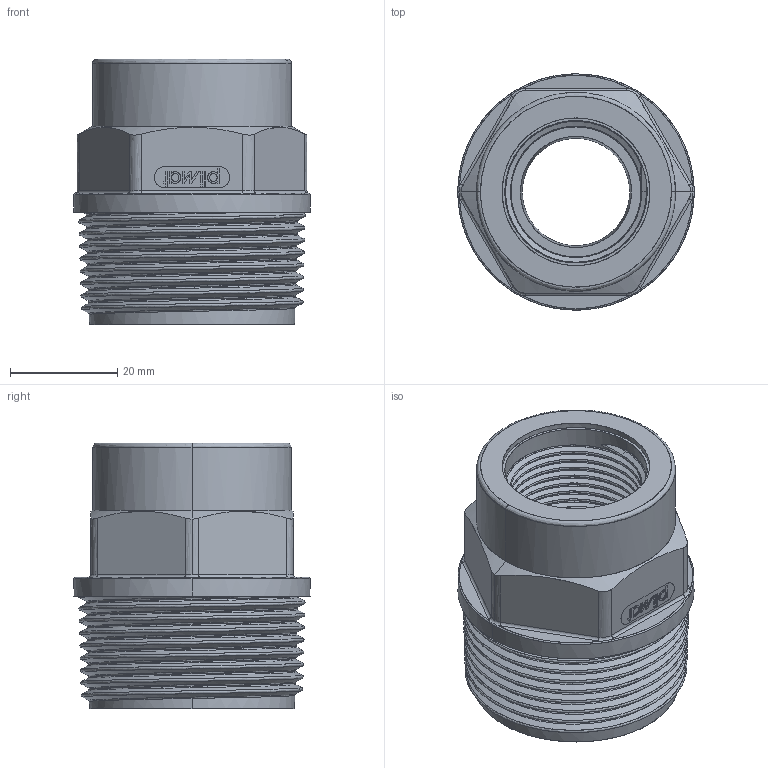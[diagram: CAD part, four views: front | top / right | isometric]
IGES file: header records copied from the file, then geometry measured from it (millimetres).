
Start section: SolidWorks IGES file using NURBS representation for surfaces
Global section: file name: 01 01 1006 009.IGS; native system: SolidWorks 2016; preprocessor: SolidWorks 2016; author: Fabio; date: 160915.165815; units: millimetre
Bounding box: 44 x 44 x 49.5 mm (x, y, z)
Surface area: 14538.6 mm2 (no closed solid volume)
Topology: 0 solids, 0 shells, 393 faces, 3940 edges, 3940 vertices
Faces by surface type: bspline 393
